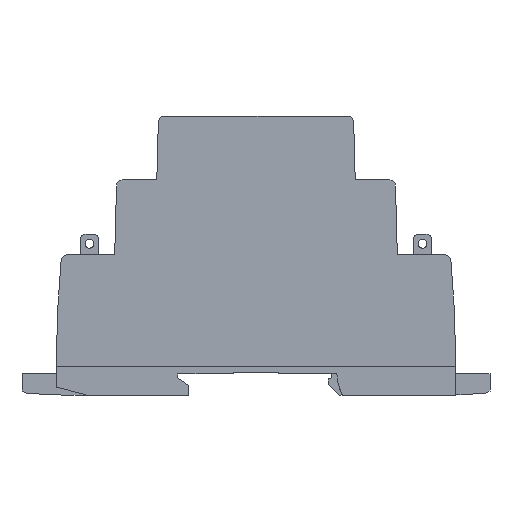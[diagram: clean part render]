
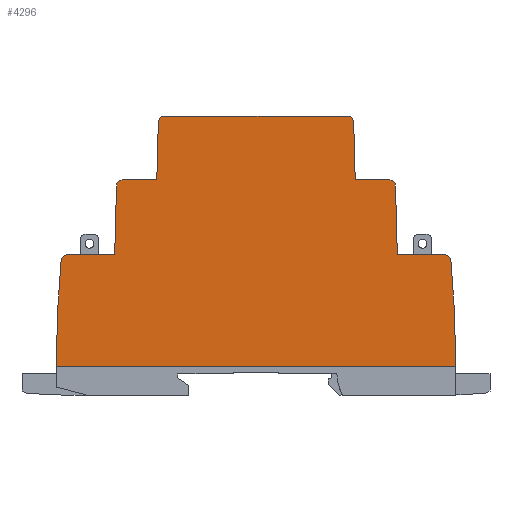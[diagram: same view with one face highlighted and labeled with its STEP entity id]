
A CAD part, left-side view. The second image highlights one B-rep face of the part: STEP entity #4296.
In plain terms, the highlighted planar face has unit normal (-1, 0, 0).
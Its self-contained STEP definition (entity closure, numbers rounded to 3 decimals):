
#329=PLANE('',#4597);
#546=FACE_OUTER_BOUND('',#790,.T.);
#790=EDGE_LOOP('',(#3865,#3866,#3867,#3868,#3869,#3870,#3871,#3872,#3873,
#3874,#3875,#3876,#3877,#3878,#3879,#3880,#3881,#3882,#3883,#3884));
#1211=LINE('',#6735,#1757);
#1239=LINE('',#6800,#1785);
#1243=LINE('',#6812,#1789);
#1246=LINE('',#6818,#1792);
#1250=LINE('',#6828,#1796);
#1253=LINE('',#6839,#1799);
#1256=LINE('',#6845,#1802);
#1260=LINE('',#6854,#1806);
#1263=LINE('',#6860,#1809);
#1267=LINE('',#6872,#1813);
#1270=LINE('',#6878,#1816);
#1274=LINE('',#6890,#1820);
#1277=LINE('',#6896,#1823);
#1279=LINE('',#6902,#1825);
#1757=VECTOR('',#5448,1.);
#1785=VECTOR('',#5506,1.);
#1789=VECTOR('',#5518,1.);
#1792=VECTOR('',#5523,1.);
#1796=VECTOR('',#5535,1.);
#1799=VECTOR('',#5546,1.);
#1802=VECTOR('',#5551,1.);
#1806=VECTOR('',#5557,1.);
#1809=VECTOR('',#5562,1.);
#1813=VECTOR('',#5574,1.);
#1816=VECTOR('',#5579,1.);
#1820=VECTOR('',#5591,1.);
#1823=VECTOR('',#5596,1.);
#1825=VECTOR('',#5606,1.);
#1984=CIRCLE('',#4570,1.5);
#1986=CIRCLE('',#4575,1.5);
#1988=CIRCLE('',#4579,1.5);
#1990=CIRCLE('',#4586,1.5);
#1992=CIRCLE('',#4591,1.5);
#1994=CIRCLE('',#4596,1.5);
#2267=VERTEX_POINT('',#6732);
#2268=VERTEX_POINT('',#6734);
#2289=VERTEX_POINT('',#6797);
#2290=VERTEX_POINT('',#6799);
#2292=VERTEX_POINT('',#6805);
#2294=VERTEX_POINT('',#6811);
#2296=VERTEX_POINT('',#6817);
#2298=VERTEX_POINT('',#6823);
#2300=VERTEX_POINT('',#6832);
#2302=VERTEX_POINT('',#6838);
#2304=VERTEX_POINT('',#6844);
#2307=VERTEX_POINT('',#6851);
#2308=VERTEX_POINT('',#6853);
#2310=VERTEX_POINT('',#6859);
#2312=VERTEX_POINT('',#6865);
#2314=VERTEX_POINT('',#6871);
#2316=VERTEX_POINT('',#6877);
#2318=VERTEX_POINT('',#6883);
#2320=VERTEX_POINT('',#6889);
#2322=VERTEX_POINT('',#6895);
#2777=EDGE_CURVE('',#2268,#2267,#1211,.T.);
#2807=EDGE_CURVE('',#2290,#2289,#1239,.T.);
#2810=EDGE_CURVE('',#2292,#2290,#1984,.T.);
#2813=EDGE_CURVE('',#2294,#2292,#1243,.T.);
#2816=EDGE_CURVE('',#2296,#2294,#1246,.T.);
#2819=EDGE_CURVE('',#2298,#2296,#1986,.T.);
#2822=EDGE_CURVE('',#2267,#2298,#1250,.T.);
#2824=EDGE_CURVE('',#2300,#2268,#1988,.T.);
#2827=EDGE_CURVE('',#2302,#2300,#1253,.T.);
#2830=EDGE_CURVE('',#2304,#2302,#1256,.T.);
#2834=EDGE_CURVE('',#2308,#2307,#1260,.T.);
#2837=EDGE_CURVE('',#2310,#2308,#1263,.T.);
#2840=EDGE_CURVE('',#2312,#2310,#1990,.T.);
#2843=EDGE_CURVE('',#2314,#2312,#1267,.T.);
#2846=EDGE_CURVE('',#2316,#2314,#1270,.T.);
#2849=EDGE_CURVE('',#2318,#2316,#1992,.T.);
#2852=EDGE_CURVE('',#2320,#2318,#1274,.T.);
#2855=EDGE_CURVE('',#2322,#2320,#1277,.T.);
#2858=EDGE_CURVE('',#2289,#2322,#1994,.T.);
#2859=EDGE_CURVE('',#2307,#2304,#1279,.T.);
#3865=ORIENTED_EDGE('',*,*,#2859,.T.);
#3866=ORIENTED_EDGE('',*,*,#2830,.T.);
#3867=ORIENTED_EDGE('',*,*,#2827,.T.);
#3868=ORIENTED_EDGE('',*,*,#2824,.T.);
#3869=ORIENTED_EDGE('',*,*,#2777,.T.);
#3870=ORIENTED_EDGE('',*,*,#2822,.T.);
#3871=ORIENTED_EDGE('',*,*,#2819,.T.);
#3872=ORIENTED_EDGE('',*,*,#2816,.T.);
#3873=ORIENTED_EDGE('',*,*,#2813,.T.);
#3874=ORIENTED_EDGE('',*,*,#2810,.T.);
#3875=ORIENTED_EDGE('',*,*,#2807,.T.);
#3876=ORIENTED_EDGE('',*,*,#2858,.T.);
#3877=ORIENTED_EDGE('',*,*,#2855,.T.);
#3878=ORIENTED_EDGE('',*,*,#2852,.T.);
#3879=ORIENTED_EDGE('',*,*,#2849,.T.);
#3880=ORIENTED_EDGE('',*,*,#2846,.T.);
#3881=ORIENTED_EDGE('',*,*,#2843,.T.);
#3882=ORIENTED_EDGE('',*,*,#2840,.T.);
#3883=ORIENTED_EDGE('',*,*,#2837,.T.);
#3884=ORIENTED_EDGE('',*,*,#2834,.T.);
#4296=ADVANCED_FACE('',(#546),#329,.F.);
#4570=AXIS2_PLACEMENT_3D('',#6806,#5512,#5513);
#4575=AXIS2_PLACEMENT_3D('',#6824,#5529,#5530);
#4579=AXIS2_PLACEMENT_3D('',#6833,#5540,#5541);
#4586=AXIS2_PLACEMENT_3D('',#6866,#5568,#5569);
#4591=AXIS2_PLACEMENT_3D('',#6884,#5585,#5586);
#4596=AXIS2_PLACEMENT_3D('',#6900,#5602,#5603);
#4597=AXIS2_PLACEMENT_3D('',#6901,#5604,#5605);
#5448=DIRECTION('',(0.,1.,0.));
#5506=DIRECTION('',(0.,1.,0.));
#5512=DIRECTION('center_axis',(-1.,0.,0.));
#5513=DIRECTION('ref_axis',(0.,-1.,0.026));
#5518=DIRECTION('',(0.,0.026,1.));
#5523=DIRECTION('',(0.,1.,0.));
#5529=DIRECTION('center_axis',(-1.,0.,0.));
#5530=DIRECTION('ref_axis',(0.,-1.,0.026));
#5535=DIRECTION('',(0.,0.026,1.));
#5540=DIRECTION('center_axis',(-1.,0.,0.));
#5541=DIRECTION('ref_axis',(0.,-1.,0.));
#5546=DIRECTION('',(0.,0.071,0.997));
#5551=DIRECTION('',(0.,0.026,1.));
#5557=DIRECTION('',(0.,0.026,-1.));
#5562=DIRECTION('',(0.,0.071,-0.997));
#5568=DIRECTION('center_axis',(-1.,0.,0.));
#5569=DIRECTION('ref_axis',(0.,0.,1.));
#5574=DIRECTION('',(0.,1.,0.));
#5579=DIRECTION('',(0.,0.026,-1.));
#5585=DIRECTION('center_axis',(-1.,0.,0.));
#5586=DIRECTION('ref_axis',(0.,0.,1.));
#5591=DIRECTION('',(0.,1.,0.));
#5596=DIRECTION('',(0.,0.026,-1.));
#5602=DIRECTION('center_axis',(-1.,0.,0.));
#5603=DIRECTION('ref_axis',(0.,0.,1.));
#5604=DIRECTION('center_axis',(1.,0.,0.));
#5605=DIRECTION('ref_axis',(0.,0.,-1.));
#5606=DIRECTION('',(0.,-1.,0.));
#6732=CARTESIAN_POINT('',(0.,-31.82,31.75));
#6734=CARTESIAN_POINT('',(0.,-42.4,31.75));
#6735=CARTESIAN_POINT('',(0.,-42.4,31.75));
#6797=CARTESIAN_POINT('',(0.,20.499,63.));
#6799=CARTESIAN_POINT('',(0.,-20.499,63.));
#6800=CARTESIAN_POINT('',(0.,-20.499,63.));
#6805=CARTESIAN_POINT('',(0.,-21.999,61.539));
#6806=CARTESIAN_POINT('Origin',(0.,-20.499,61.5));
#6811=CARTESIAN_POINT('',(0.,-22.335,48.7));
#6812=CARTESIAN_POINT('',(0.,-22.335,48.7));
#6817=CARTESIAN_POINT('',(0.,-29.915,48.7));
#6818=CARTESIAN_POINT('',(0.,-29.915,48.7));
#6823=CARTESIAN_POINT('',(0.,-31.414,47.239));
#6824=CARTESIAN_POINT('Origin',(0.,-29.915,47.2));
#6828=CARTESIAN_POINT('',(0.,-31.82,31.75));
#6832=CARTESIAN_POINT('',(0.,-43.9,30.25));
#6833=CARTESIAN_POINT('Origin',(0.,-42.4,30.25));
#6838=CARTESIAN_POINT('',(0.,-44.662,19.526));
#6839=CARTESIAN_POINT('',(0.,-44.662,19.526));
#6844=CARTESIAN_POINT('',(0.,-45.,6.6));
#6845=CARTESIAN_POINT('',(0.,-45.,6.6));
#6851=CARTESIAN_POINT('',(0.,45.,6.6));
#6853=CARTESIAN_POINT('',(0.,44.662,19.526));
#6854=CARTESIAN_POINT('',(0.,44.662,19.526));
#6859=CARTESIAN_POINT('',(0.,43.9,30.25));
#6860=CARTESIAN_POINT('',(0.,43.9,30.25));
#6865=CARTESIAN_POINT('',(0.,42.4,31.75));
#6866=CARTESIAN_POINT('Origin',(0.,42.4,30.25));
#6871=CARTESIAN_POINT('',(0.,31.82,31.75));
#6872=CARTESIAN_POINT('',(0.,31.82,31.75));
#6877=CARTESIAN_POINT('',(0.,31.414,47.239));
#6878=CARTESIAN_POINT('',(0.,31.414,47.239));
#6883=CARTESIAN_POINT('',(0.,29.915,48.7));
#6884=CARTESIAN_POINT('Origin',(0.,29.915,47.2));
#6889=CARTESIAN_POINT('',(0.,22.335,48.7));
#6890=CARTESIAN_POINT('',(0.,22.335,48.7));
#6895=CARTESIAN_POINT('',(0.,21.999,61.539));
#6896=CARTESIAN_POINT('',(0.,21.999,61.539));
#6900=CARTESIAN_POINT('Origin',(0.,20.499,61.5));
#6901=CARTESIAN_POINT('Origin',(0.,0.,7.85));
#6902=CARTESIAN_POINT('',(0.,45.,6.6));
